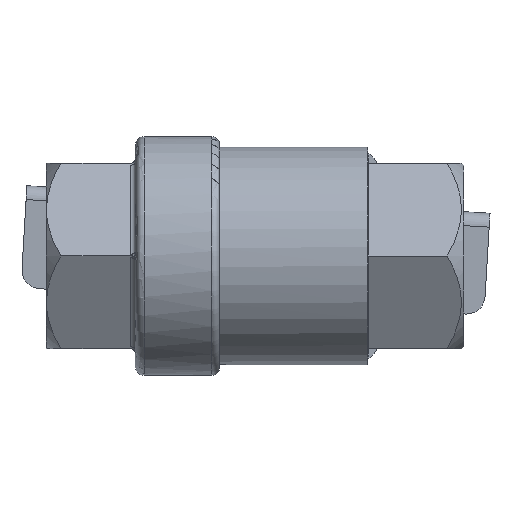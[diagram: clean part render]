
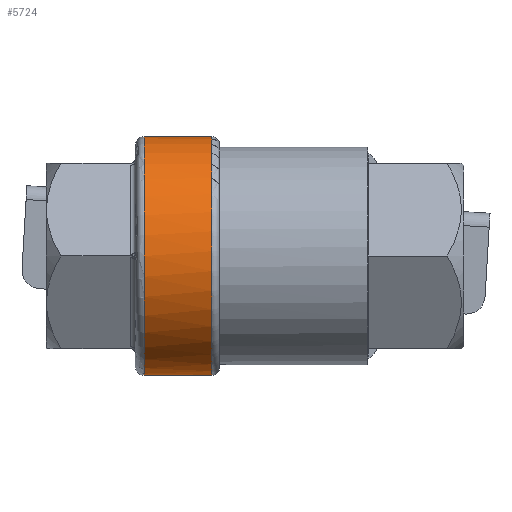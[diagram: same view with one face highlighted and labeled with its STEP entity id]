
A CAD part, front view. The second image highlights one B-rep face of the part: STEP entity #5724.
In plain terms, the highlighted cylindrical face has radius 25.75 mm (diameter 51.5 mm), a full revolution.
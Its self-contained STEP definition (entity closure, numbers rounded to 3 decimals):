
#343=CYLINDRICAL_SURFACE('',#6061,25.75);
#1022=B_SPLINE_CURVE_WITH_KNOTS('',3,(#16504,#16505,#16506,#16507,#16508,
#16509,#16510,#16511,#16512),.UNSPECIFIED.,.F.,.F.,(4,1,1,1,1,1,4),(0.,
0.002,0.005,0.007,0.009,
0.014,0.018),.UNSPECIFIED.);
#1911=ORIENTED_EDGE('',*,*,#3463,.T.);
#1912=ORIENTED_EDGE('',*,*,#3460,.F.);
#1913=ORIENTED_EDGE('',*,*,#3464,.F.);
#3460=EDGE_CURVE('',#4308,#4309,#1022,.T.);
#3463=EDGE_CURVE('',#4308,#4309,#4757,.T.);
#3464=EDGE_CURVE('',#4311,#4311,#4758,.T.);
#4308=VERTEX_POINT('',#16503);
#4309=VERTEX_POINT('',#16513);
#4311=VERTEX_POINT('',#16528);
#4757=CIRCLE('',#6062,25.75);
#4758=CIRCLE('',#6063,25.75);
#4967=EDGE_LOOP('',(#1911,#1912));
#4968=EDGE_LOOP('',(#1913));
#5298=FACE_BOUND('',#4967,.T.);
#5299=FACE_BOUND('',#4968,.T.);
#5724=ADVANCED_FACE('',(#5298,#5299),#343,.T.);
#6061=AXIS2_PLACEMENT_3D('',#16525,#6652,#6653);
#6062=AXIS2_PLACEMENT_3D('',#16526,#6654,#6655);
#6063=AXIS2_PLACEMENT_3D('',#16527,#6656,#6657);
#6652=DIRECTION('',(-1.,0.,0.));
#6653=DIRECTION('',(0.,0.,1.));
#6654=DIRECTION('',(-1.,0.,0.));
#6655=DIRECTION('',(0.,0.,1.));
#6656=DIRECTION('',(-1.,0.,0.));
#6657=DIRECTION('',(0.,-0.5,0.866));
#16503=CARTESIAN_POINT('',(-9.353,24.378,-8.293));
#16504=CARTESIAN_POINT('',(-9.353,24.378,-8.293));
#16505=CARTESIAN_POINT('',(-9.85,24.569,-7.733));
#16506=CARTESIAN_POINT('',(-10.73,24.931,-6.543));
#16507=CARTESIAN_POINT('',(-11.736,25.384,-4.499));
#16508=CARTESIAN_POINT('',(-12.354,25.679,-2.316));
#16509=CARTESIAN_POINT('',(-12.644,25.821,0.764));
#16510=CARTESIAN_POINT('',(-11.928,25.466,4.578));
#16511=CARTESIAN_POINT('',(-10.347,24.759,7.172));
#16512=CARTESIAN_POINT('',(-9.353,24.378,8.293));
#16513=CARTESIAN_POINT('',(-9.353,24.378,8.293));
#16525=CARTESIAN_POINT('',(-24.2,0.,0.));
#16526=CARTESIAN_POINT('',(-9.353,0.,0.));
#16527=CARTESIAN_POINT('',(-23.85,0.,0.));
#16528=CARTESIAN_POINT('',(-23.85,-12.875,22.3));
